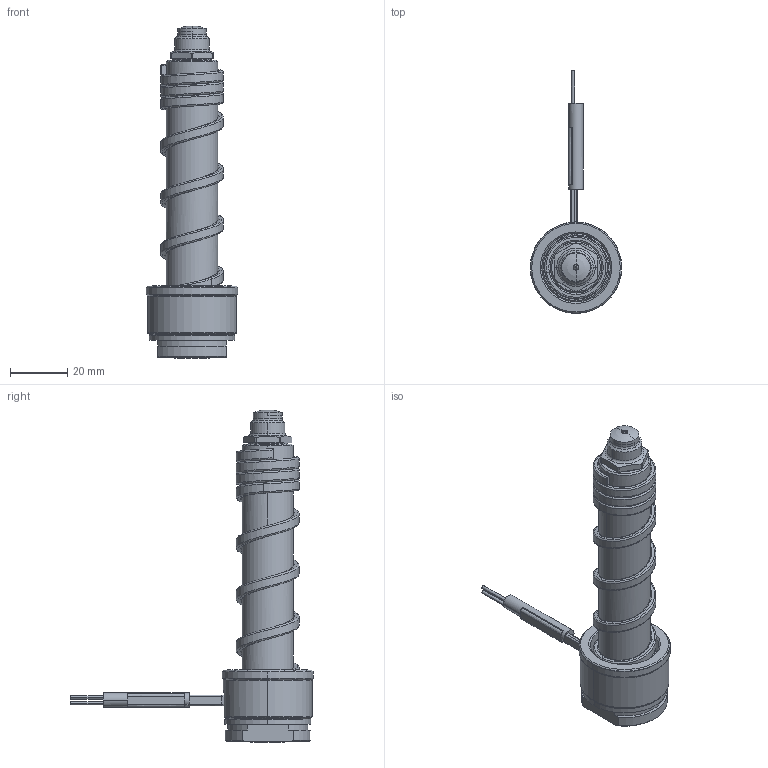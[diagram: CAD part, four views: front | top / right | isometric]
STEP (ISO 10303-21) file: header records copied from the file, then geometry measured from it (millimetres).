
FILE_DESCRIPTION((''),'2;1');
FILE_NAME('SM-116-BEU-R','2014-02-27T',('Íàòàëüÿ'),('IMID'),'PRO/ENGINEER BY PARAMETRIC TECHNOLOGY CORPORATION, 2010180','PRO/ENGINEER BY PARAMETRIC TECHNOLOGY CORPORATION, 2010180','');
FILE_SCHEMA(('CONFIG_CONTROL_DESIGN'));
Length unit declared in the file: millimetre
Products named in the file (1): SM-116-BEU-R
Bounding box: 32 x 85 x 116.2 mm (x, y, z)
Volume: 37965.4 mm3; surface area: 20218.2 mm2
Topology: 1 solids, 9 shells, 335 faces, 875 edges, 525 vertices
Faces by surface type: cylinder 112, bspline 67, cone 60, plane 50, torus 26, revolution 9, extrusion 7, sphere 4
Entity records: 18514 total; most frequent: CARTESIAN_POINT 10716, ORIENTED_EDGE 1710, DIRECTION 1489, EDGE_CURVE 867, AXIS2_PLACEMENT_3D 591, VERTEX_POINT 525, EDGE_LOOP 356, CIRCLE 338
